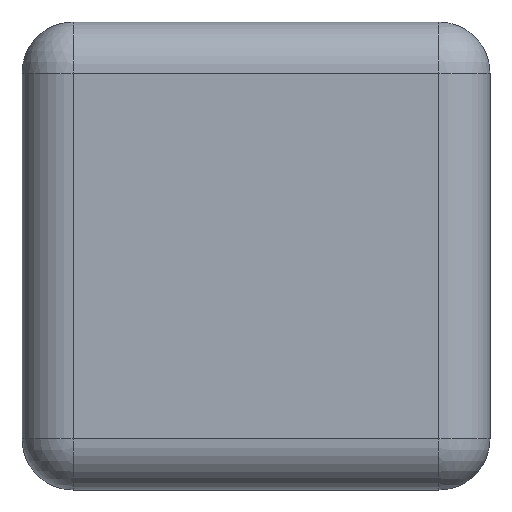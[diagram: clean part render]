
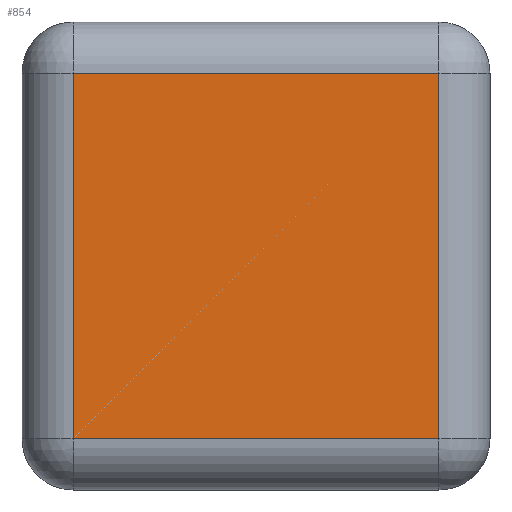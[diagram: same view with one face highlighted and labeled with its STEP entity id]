
A CAD part, left-side view. The second image highlights one B-rep face of the part: STEP entity #854.
In plain terms, the highlighted planar face has unit normal (-1, 0, 0).
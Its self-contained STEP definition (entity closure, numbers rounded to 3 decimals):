
#84=PLANE('',#964);
#150=FACE_OUTER_BOUND('',#208,.T.);
#208=EDGE_LOOP('',(#765,#766,#767,#768));
#301=LINE('',#1833,#357);
#302=LINE('',#1838,#358);
#303=LINE('',#1843,#359);
#304=LINE('',#1847,#360);
#357=VECTOR('',#1192,0.625);
#358=VECTOR('',#1199,0.625);
#359=VECTOR('',#1206,0.625);
#360=VECTOR('',#1213,0.625);
#429=VERTEX_POINT('',#1829);
#430=VERTEX_POINT('',#1831);
#431=VERTEX_POINT('',#1836);
#432=VERTEX_POINT('',#1841);
#535=EDGE_CURVE('',#430,#429,#301,.T.);
#538=EDGE_CURVE('',#431,#430,#302,.F.);
#541=EDGE_CURVE('',#432,#431,#303,.F.);
#544=EDGE_CURVE('',#429,#432,#304,.F.);
#765=ORIENTED_EDGE('',*,*,#535,.F.);
#766=ORIENTED_EDGE('',*,*,#538,.F.);
#767=ORIENTED_EDGE('',*,*,#541,.F.);
#768=ORIENTED_EDGE('',*,*,#544,.F.);
#854=ADVANCED_FACE('',(#150),#84,.F.);
#964=AXIS2_PLACEMENT_3D('',#1852,#1222,#1223);
#1192=DIRECTION('',(0.,-1.,0.));
#1199=DIRECTION('',(0.,0.,-1.));
#1206=DIRECTION('',(0.,-1.,0.));
#1213=DIRECTION('',(0.,0.,1.));
#1222=DIRECTION('center_axis',(1.,0.,0.));
#1223=DIRECTION('ref_axis',(0.,0.,-1.));
#1829=CARTESIAN_POINT('',(-0.8,-0.313,0.713));
#1831=CARTESIAN_POINT('',(-0.8,0.313,0.713));
#1833=CARTESIAN_POINT('',(-0.8,0.313,0.713));
#1836=CARTESIAN_POINT('',(-0.8,0.313,0.088));
#1838=CARTESIAN_POINT('',(-0.8,0.313,0.713));
#1841=CARTESIAN_POINT('',(-0.8,-0.313,0.088));
#1843=CARTESIAN_POINT('',(-0.8,0.313,0.088));
#1847=CARTESIAN_POINT('',(-0.8,-0.313,0.088));
#1852=CARTESIAN_POINT('Origin',(-0.8,0.4,0.8));
